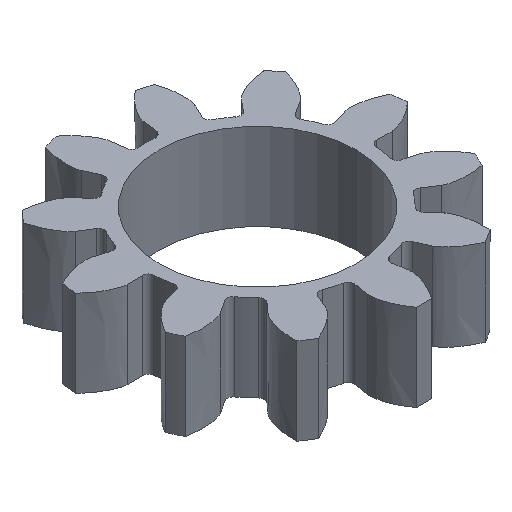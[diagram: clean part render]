
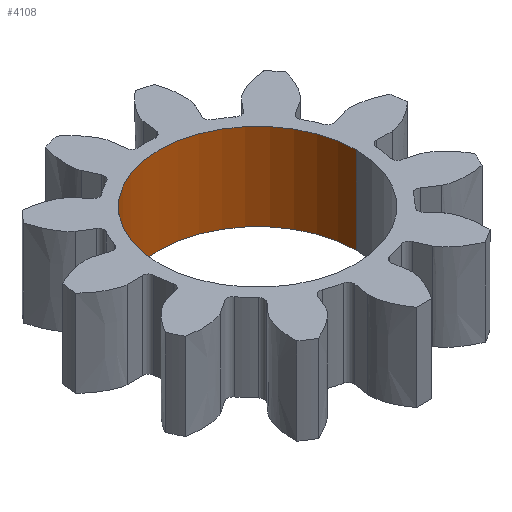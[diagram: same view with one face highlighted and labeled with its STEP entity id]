
A CAD part, isometric view. The second image highlights one B-rep face of the part: STEP entity #4108.
In plain terms, the highlighted cylindrical face has radius 39.71 mm (diameter 79.42 mm), a partial arc.
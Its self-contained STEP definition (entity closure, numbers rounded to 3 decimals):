
#1=CARTESIAN_POINT('POINT1',(39.71,0.,-17.5));
#2=VERTEX_POINT('VERTEX1',#1);
#3=CARTESIAN_POINT('POINT2',(-39.71,0.,-17.5));
#4=VERTEX_POINT('VERTEX2',#3);
#12=CARTESIAN_POINT('POS2',(0.,0.,-17.5));
#13=DIRECTION('DIR3',(0.,0.,1.));
#14=DIRECTION('DIR4',(-1.,0.,0.));
#15=AXIS2_PLACEMENT_3D('AXIS2',#12,#13,#14);
#16=CIRCLE('ELLIPSE2',#15,39.71);
#17=EDGE_CURVE('EDGE2',#4,#2,#16,.F.);
#4077=CARTESIAN_POINT('POINT179',(-39.71,0.,17.5));
#4078=VERTEX_POINT('VERTEX179',#4077);
#4079=CARTESIAN_POINT('POS290',(-39.71,0.,17.5));
#4080=DIRECTION('DIR447',(0.,0.,-1.));
#4081=VECTOR('VEC133',#4080,10.);
#4082=LINE('STRAIGHT133',#4079,#4081);
#4083=EDGE_CURVE('EDGE267',#4078,#4,#4082,.T.);
#4084=ORIENTED_EDGE('COEDGE443',*,*,#4083,.T.);
#4085=ORIENTED_EDGE('COEDGE444',*,*,#17,.T.);
#4086=CARTESIAN_POINT('POINT180',(39.71,0.,17.5));
#4087=VERTEX_POINT('VERTEX180',#4086);
#4088=CARTESIAN_POINT('POS291',(39.71,0.,
   17.5));
#4089=DIRECTION('DIR448',(0.,0.,-1.));
#4090=VECTOR('VEC134',#4089,10.);
#4091=LINE('STRAIGHT134',#4088,#4090);
#4092=EDGE_CURVE('EDGE268',#4087,#2,#4091,.T.);
#4093=ORIENTED_EDGE('COEDGE445',*,*,#4092,.F.);
#4094=CARTESIAN_POINT('POS292',(0.,0.,17.5));
#4095=DIRECTION('DIR449',(0.,0.,1.));
#4096=DIRECTION('DIR450',(-1.,0.,0.));
#4097=AXIS2_PLACEMENT_3D('AXIS158',#4094,#4095,#4096);
#4098=CIRCLE('ELLIPSE91',#4097,39.71);
#4099=EDGE_CURVE('EDGE269',#4078,#4087,#4098,.F.);
#4100=ORIENTED_EDGE('COEDGE446',*,*,#4099,.F.);
#4101=EDGE_LOOP('NONE',(#4084,#4085,#4093,#4100));
#4102=FACE_BOUND('LOOP1',#4101,.T.);
#4103=CARTESIAN_POINT('POS293',(0.,0.,17.5));
#4104=DIRECTION('DIR451',(0.,0.,-1.));
#4105=DIRECTION('DIR452',(-1.,0.,0.));
#4106=AXIS2_PLACEMENT_3D('AXIS159',#4103,#4104,#4105);
#4107=CYLINDRICAL_SURFACE('CONE_SURF45',#4106,39.71);
#4108=ADVANCED_FACE('FACE90',(#4102),#4107,.F.);
